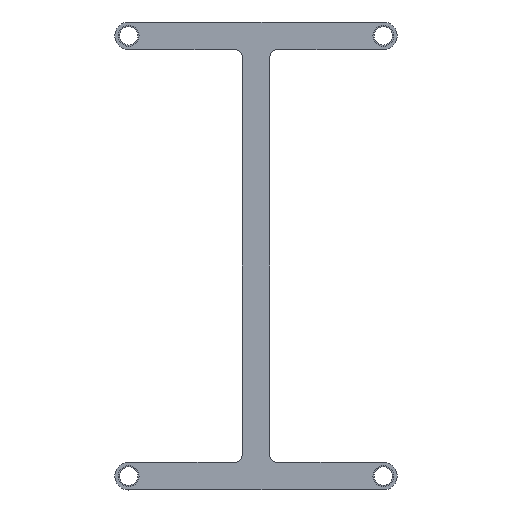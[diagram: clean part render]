
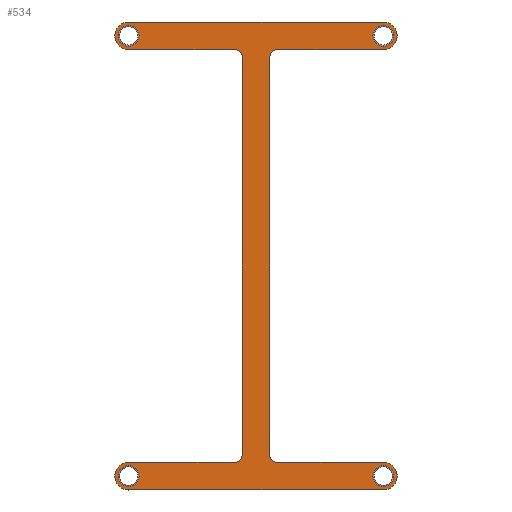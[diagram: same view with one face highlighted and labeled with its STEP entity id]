
A CAD part, top view. The second image highlights one B-rep face of the part: STEP entity #534.
In plain terms, the highlighted planar face has unit normal (0, 0, 1).
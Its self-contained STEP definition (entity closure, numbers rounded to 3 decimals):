
#23=FACE_BOUND('',#109,.T.);
#24=FACE_BOUND('',#110,.T.);
#25=FACE_BOUND('',#111,.T.);
#26=FACE_BOUND('',#112,.T.);
#40=PLANE('',#598);
#70=FACE_OUTER_BOUND('',#108,.T.);
#108=EDGE_LOOP('',(#469,#470,#471,#472,#473,#474,#475,#476,#477,#478,#479,
#480,#481,#482,#483,#484));
#109=EDGE_LOOP('',(#485));
#110=EDGE_LOOP('',(#486));
#111=EDGE_LOOP('',(#487));
#112=EDGE_LOOP('',(#488));
#123=LINE('',#829,#163);
#127=LINE('',#841,#167);
#131=LINE('',#853,#171);
#135=LINE('',#865,#175);
#139=LINE('',#877,#179);
#143=LINE('',#889,#183);
#147=LINE('',#901,#187);
#151=LINE('',#912,#191);
#163=VECTOR('',#675,10.);
#167=VECTOR('',#687,10.);
#171=VECTOR('',#699,10.);
#175=VECTOR('',#711,10.);
#179=VECTOR('',#723,10.);
#183=VECTOR('',#735,10.);
#187=VECTOR('',#747,10.);
#191=VECTOR('',#759,10.);
#194=CIRCLE('',#539,1.8);
#197=CIRCLE('',#544,1.8);
#200=CIRCLE('',#549,1.8);
#203=CIRCLE('',#554,1.8);
#209=CIRCLE('',#566,1.2);
#211=CIRCLE('',#570,1.2);
#213=CIRCLE('',#574,2.4);
#215=CIRCLE('',#578,2.4);
#217=CIRCLE('',#582,1.2);
#219=CIRCLE('',#586,1.2);
#221=CIRCLE('',#590,2.4);
#223=CIRCLE('',#594,2.4);
#226=VERTEX_POINT('',#769);
#229=VERTEX_POINT('',#778);
#232=VERTEX_POINT('',#787);
#235=VERTEX_POINT('',#796);
#241=VERTEX_POINT('',#819);
#242=VERTEX_POINT('',#820);
#245=VERTEX_POINT('',#828);
#247=VERTEX_POINT('',#834);
#249=VERTEX_POINT('',#840);
#251=VERTEX_POINT('',#846);
#253=VERTEX_POINT('',#852);
#255=VERTEX_POINT('',#858);
#257=VERTEX_POINT('',#864);
#259=VERTEX_POINT('',#870);
#261=VERTEX_POINT('',#876);
#263=VERTEX_POINT('',#882);
#265=VERTEX_POINT('',#888);
#267=VERTEX_POINT('',#894);
#269=VERTEX_POINT('',#900);
#271=VERTEX_POINT('',#906);
#275=EDGE_CURVE('',#226,#226,#194,.T.);
#279=EDGE_CURVE('',#229,#229,#197,.T.);
#283=EDGE_CURVE('',#232,#232,#200,.T.);
#287=EDGE_CURVE('',#235,#235,#203,.T.);
#297=EDGE_CURVE('',#241,#242,#209,.T.);
#301=EDGE_CURVE('',#245,#242,#123,.T.);
#304=EDGE_CURVE('',#245,#247,#211,.T.);
#307=EDGE_CURVE('',#247,#249,#127,.T.);
#310=EDGE_CURVE('',#251,#249,#213,.T.);
#313=EDGE_CURVE('',#253,#251,#131,.T.);
#316=EDGE_CURVE('',#255,#253,#215,.T.);
#319=EDGE_CURVE('',#255,#257,#135,.T.);
#322=EDGE_CURVE('',#257,#259,#217,.T.);
#325=EDGE_CURVE('',#259,#261,#139,.T.);
#328=EDGE_CURVE('',#261,#263,#219,.T.);
#331=EDGE_CURVE('',#265,#263,#143,.T.);
#334=EDGE_CURVE('',#267,#265,#221,.T.);
#337=EDGE_CURVE('',#267,#269,#147,.T.);
#340=EDGE_CURVE('',#271,#269,#223,.T.);
#343=EDGE_CURVE('',#241,#271,#151,.T.);
#469=ORIENTED_EDGE('',*,*,#343,.F.);
#470=ORIENTED_EDGE('',*,*,#297,.T.);
#471=ORIENTED_EDGE('',*,*,#301,.F.);
#472=ORIENTED_EDGE('',*,*,#304,.T.);
#473=ORIENTED_EDGE('',*,*,#307,.T.);
#474=ORIENTED_EDGE('',*,*,#310,.F.);
#475=ORIENTED_EDGE('',*,*,#313,.F.);
#476=ORIENTED_EDGE('',*,*,#316,.F.);
#477=ORIENTED_EDGE('',*,*,#319,.T.);
#478=ORIENTED_EDGE('',*,*,#322,.T.);
#479=ORIENTED_EDGE('',*,*,#325,.T.);
#480=ORIENTED_EDGE('',*,*,#328,.T.);
#481=ORIENTED_EDGE('',*,*,#331,.F.);
#482=ORIENTED_EDGE('',*,*,#334,.F.);
#483=ORIENTED_EDGE('',*,*,#337,.T.);
#484=ORIENTED_EDGE('',*,*,#340,.F.);
#485=ORIENTED_EDGE('',*,*,#275,.T.);
#486=ORIENTED_EDGE('',*,*,#279,.T.);
#487=ORIENTED_EDGE('',*,*,#283,.T.);
#488=ORIENTED_EDGE('',*,*,#287,.T.);
#534=ADVANCED_FACE('',(#70,#23,#24,#25,#26),#40,.F.);
#539=AXIS2_PLACEMENT_3D('',#771,#606,#607);
#544=AXIS2_PLACEMENT_3D('',#780,#617,#618);
#549=AXIS2_PLACEMENT_3D('',#789,#628,#629);
#554=AXIS2_PLACEMENT_3D('',#798,#639,#640);
#566=AXIS2_PLACEMENT_3D('',#821,#667,#668);
#570=AXIS2_PLACEMENT_3D('',#835,#680,#681);
#574=AXIS2_PLACEMENT_3D('',#847,#692,#693);
#578=AXIS2_PLACEMENT_3D('',#859,#704,#705);
#582=AXIS2_PLACEMENT_3D('',#871,#716,#717);
#586=AXIS2_PLACEMENT_3D('',#883,#728,#729);
#590=AXIS2_PLACEMENT_3D('',#895,#740,#741);
#594=AXIS2_PLACEMENT_3D('',#907,#752,#753);
#598=AXIS2_PLACEMENT_3D('',#915,#763,#764);
#606=DIRECTION('center_axis',(0.,0.,-1.));
#607=DIRECTION('ref_axis',(-1.,0.,0.));
#617=DIRECTION('center_axis',(0.,0.,-1.));
#618=DIRECTION('ref_axis',(-1.,0.,0.));
#628=DIRECTION('center_axis',(0.,0.,-1.));
#629=DIRECTION('ref_axis',(-1.,0.,0.));
#639=DIRECTION('center_axis',(0.,0.,-1.));
#640=DIRECTION('ref_axis',(-1.,0.,0.));
#667=DIRECTION('center_axis',(0.,0.,-1.));
#668=DIRECTION('ref_axis',(0.,1.,0.));
#675=DIRECTION('',(0.,1.,0.));
#680=DIRECTION('center_axis',(0.,0.,-1.));
#681=DIRECTION('ref_axis',(1.,0.,0.));
#687=DIRECTION('',(-1.,0.,0.));
#692=DIRECTION('center_axis',(0.,0.,-1.));
#693=DIRECTION('ref_axis',(0.,-1.,0.));
#699=DIRECTION('',(-1.,0.,0.));
#704=DIRECTION('center_axis',(0.,0.,-1.));
#705=DIRECTION('ref_axis',(-0.002,1.,0.));
#711=DIRECTION('',(-1.,0.,0.));
#716=DIRECTION('center_axis',(0.,0.,-1.));
#717=DIRECTION('ref_axis',(0.,-1.,0.));
#723=DIRECTION('',(0.,1.,0.));
#728=DIRECTION('center_axis',(0.,0.,-1.));
#729=DIRECTION('ref_axis',(-1.,0.,0.));
#735=DIRECTION('',(-1.,0.,0.));
#740=DIRECTION('center_axis',(0.,0.,-1.));
#741=DIRECTION('ref_axis',(-0.002,1.,0.));
#747=DIRECTION('',(-1.,0.,0.));
#752=DIRECTION('center_axis',(0.,0.,-1.));
#753=DIRECTION('ref_axis',(0.,-1.,0.));
#759=DIRECTION('',(-1.,0.,0.));
#763=DIRECTION('center_axis',(0.,0.,-1.));
#764=DIRECTION('ref_axis',(1.,0.,0.));
#769=CARTESIAN_POINT('',(129.621,-46.975,4.19));
#771=CARTESIAN_POINT('Origin',(127.821,-46.975,4.19));
#778=CARTESIAN_POINT('',(129.622,-123.054,4.19));
#780=CARTESIAN_POINT('Origin',(127.822,-123.054,4.19));
#787=CARTESIAN_POINT('',(85.625,-46.975,4.19));
#789=CARTESIAN_POINT('Origin',(83.825,-46.975,4.19));
#796=CARTESIAN_POINT('',(85.626,-123.056,4.19));
#798=CARTESIAN_POINT('Origin',(83.826,-123.056,4.19));
#819=CARTESIAN_POINT('',(102.227,-49.375,4.19));
#820=CARTESIAN_POINT('',(103.427,-50.575,4.19));
#821=CARTESIAN_POINT('Origin',(102.227,-50.575,4.19));
#828=CARTESIAN_POINT('',(103.423,-119.455,4.19));
#829=CARTESIAN_POINT('',(103.423,-119.455,4.19));
#834=CARTESIAN_POINT('',(102.223,-120.655,4.19));
#835=CARTESIAN_POINT('Origin',(102.223,-119.455,4.19));
#840=CARTESIAN_POINT('',(83.825,-120.655,4.19));
#841=CARTESIAN_POINT('',(102.223,-120.655,4.19));
#846=CARTESIAN_POINT('',(83.825,-125.455,4.19));
#847=CARTESIAN_POINT('Origin',(83.825,-123.055,4.19));
#852=CARTESIAN_POINT('',(127.821,-125.455,4.19));
#853=CARTESIAN_POINT('',(127.829,-125.455,4.19));
#858=CARTESIAN_POINT('',(127.821,-120.655,4.19));
#859=CARTESIAN_POINT('Origin',(127.825,-123.055,4.19));
#864=CARTESIAN_POINT('',(109.423,-120.655,4.19));
#865=CARTESIAN_POINT('',(127.821,-120.655,4.19));
#870=CARTESIAN_POINT('',(108.223,-119.455,4.19));
#871=CARTESIAN_POINT('Origin',(109.423,-119.455,4.19));
#876=CARTESIAN_POINT('',(108.227,-50.575,4.19));
#877=CARTESIAN_POINT('',(108.223,-119.455,4.19));
#882=CARTESIAN_POINT('',(109.427,-49.375,4.19));
#883=CARTESIAN_POINT('Origin',(109.427,-50.575,4.19));
#888=CARTESIAN_POINT('',(127.821,-49.375,4.19));
#889=CARTESIAN_POINT('',(127.829,-49.375,4.19));
#894=CARTESIAN_POINT('',(127.821,-44.575,4.19));
#895=CARTESIAN_POINT('Origin',(127.825,-46.975,4.19));
#900=CARTESIAN_POINT('',(83.825,-44.575,4.19));
#901=CARTESIAN_POINT('',(127.829,-44.575,4.19));
#906=CARTESIAN_POINT('',(83.825,-49.375,4.19));
#907=CARTESIAN_POINT('Origin',(83.825,-46.975,4.19));
#912=CARTESIAN_POINT('',(102.227,-49.375,4.19));
#915=CARTESIAN_POINT('Origin',(105.825,-86.975,4.19));
